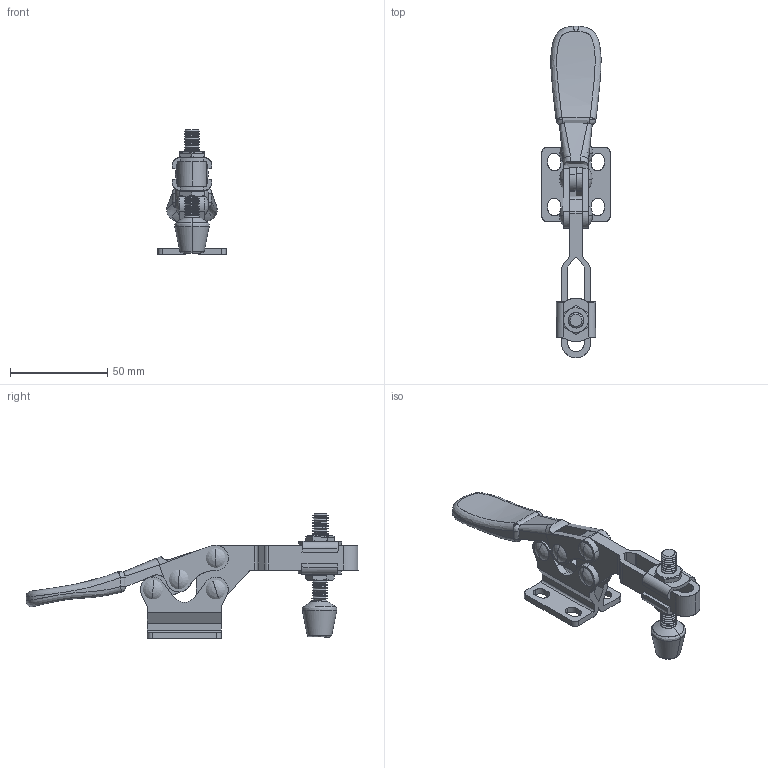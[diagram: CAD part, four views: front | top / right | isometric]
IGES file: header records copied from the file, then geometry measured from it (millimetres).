
Start section: 3D InterOp IGES (Version 17 0 1), Spatial Corp. Copyright (c) 1999-2007.
Bounding box: 35 x 170.34 x 63.9 mm (x, y, z)
Surface area: 34100.7 mm2 (no closed solid volume)
Topology: 0 solids, 0 shells, 582 faces, 4366 edges, 4342 vertices
Faces by surface type: bspline 582
